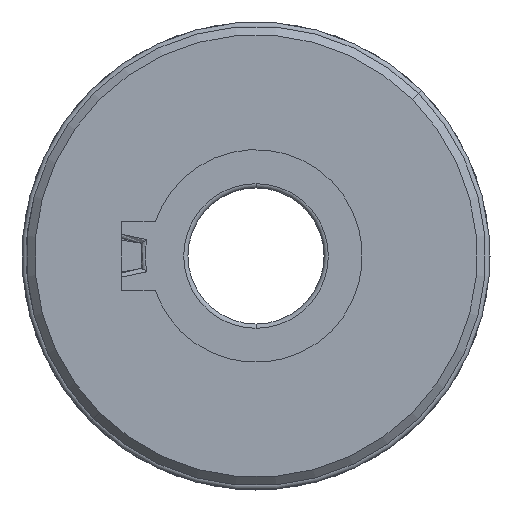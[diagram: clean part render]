
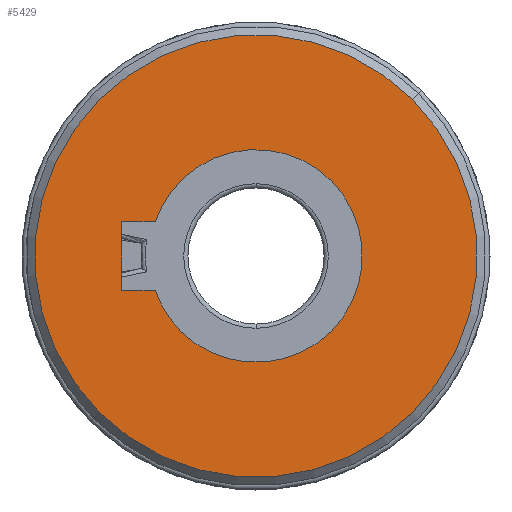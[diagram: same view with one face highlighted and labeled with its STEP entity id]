
A CAD part, left-side view. The second image highlights one B-rep face of the part: STEP entity #5429.
In plain terms, the highlighted planar face has unit normal (-1, 0, 0).
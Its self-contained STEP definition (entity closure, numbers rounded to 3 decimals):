
#372 = EDGE_CURVE ( 'NONE', #1206, #1266, #3624, .T. ) ;
#374 = EDGE_CURVE ( 'NONE', #1256, #1207, #3623, .T. ) ;
#376 = EDGE_CURVE ( 'NONE', #1241, #1242, #3621, .T. ) ;
#378 = EDGE_CURVE ( 'NONE', #1207, #1203, #3615, .T. ) ;
#379 = EDGE_CURVE ( 'NONE', #1203, #1206, #3614, .T. ) ;
#382 = EDGE_CURVE ( 'NONE', #1259, #1256, #3609, .T. ) ;
#752 = EDGE_CURVE ( 'NONE', #1266, #1259, #985, .T. ) ;
#830 = EDGE_CURVE ( 'NONE', #1242, #1241, #4321, .T. ) ;
#985 = CIRCLE ( 'NONE', #3708, 12.5 ) ;
#1203 = VERTEX_POINT ( 'NONE', #3561 ) ;
#1206 = VERTEX_POINT ( 'NONE', #5191 ) ;
#1207 = VERTEX_POINT ( 'NONE', #1845 ) ;
#1241 = VERTEX_POINT ( 'NONE', #1871 ) ;
#1242 = VERTEX_POINT ( 'NONE', #1872 ) ;
#1256 = VERTEX_POINT ( 'NONE', #1886 ) ;
#1259 = VERTEX_POINT ( 'NONE', #1889 ) ;
#1266 = VERTEX_POINT ( 'NONE', #1896 ) ;
#1452 = EDGE_LOOP ( 'NONE', ( #4726, #4722, #4721, #4719, #4786, #4750 ) ) ;
#1479 = EDGE_LOOP ( 'NONE', ( #4751, #4781 ) ) ;
#1845 = CARTESIAN_POINT ( 'NONE',  ( -39., 15.8, -4. ) ) ;
#1871 = CARTESIAN_POINT ( 'NONE',  ( -39., 18.385, -18.385 ) ) ;
#1872 = CARTESIAN_POINT ( 'NONE',  ( -39., -18.385, 18.385 ) ) ;
#1886 = CARTESIAN_POINT ( 'NONE',  ( -39., 11.843, -4. ) ) ;
#1889 = CARTESIAN_POINT ( 'NONE',  ( -39., 8.839, -8.839 ) ) ;
#1896 = CARTESIAN_POINT ( 'NONE',  ( -39., -8.839, 8.839 ) ) ;
#2084 = CARTESIAN_POINT ( 'NONE',  ( -39., 0., 0. ) ) ;
#2085 = DIRECTION ( 'NONE',  ( 1., 0., 0. ) ) ;
#2086 = DIRECTION ( 'NONE',  ( 0., 0.707, -0.707 ) ) ;
#2136 = AXIS2_PLACEMENT_3D ( 'NONE', #4572, #4578, #4579 ) ;
#2162 = CARTESIAN_POINT ( 'NONE',  ( -39., 11.843, -4. ) ) ;
#2274 = AXIS2_PLACEMENT_3D ( 'NONE', #5117, #5118, #5119 ) ;
#3265 = AXIS2_PLACEMENT_3D ( 'NONE', #4188, #4189, #4190 ) ;
#3268 = AXIS2_PLACEMENT_3D ( 'NONE', #4175, #4176, #4177 ) ;
#3269 = AXIS2_PLACEMENT_3D ( 'NONE', #4161, #4162, #4163 ) ;
#3561 = CARTESIAN_POINT ( 'NONE',  ( -39., 15.8, 4. ) ) ;
#3609 = CIRCLE ( 'NONE', #3265, 12.5 ) ;
#3611 = VECTOR ( 'NONE', #4183, 1000. ) ;
#3613 = VECTOR ( 'NONE', #4174, 1000. ) ;
#3614 = LINE ( 'NONE', #4182, #3611 ) ;
#3615 = LINE ( 'NONE', #4173, #3613 ) ;
#3620 = VECTOR ( 'NONE', #4170, 1000. ) ;
#3621 = CIRCLE ( 'NONE', #3268, 26. ) ;
#3623 = LINE ( 'NONE', #2162, #3620 ) ;
#3624 = CIRCLE ( 'NONE', #3269, 12.5 ) ;
#3708 = AXIS2_PLACEMENT_3D ( 'NONE', #2084, #2085, #2086 ) ;
#4161 = CARTESIAN_POINT ( 'NONE',  ( -39., 0., 0. ) ) ;
#4162 = DIRECTION ( 'NONE',  ( 1., 0., 0. ) ) ;
#4163 = DIRECTION ( 'NONE',  ( 0., 0.707, -0.707 ) ) ;
#4170 = DIRECTION ( 'NONE',  ( 0., 1., 0. ) ) ;
#4173 = CARTESIAN_POINT ( 'NONE',  ( -39., 15.8, 4. ) ) ;
#4174 = DIRECTION ( 'NONE',  ( 0., 0., 1. ) ) ;
#4175 = CARTESIAN_POINT ( 'NONE',  ( -39., 0., 0. ) ) ;
#4176 = DIRECTION ( 'NONE',  ( -1., 0., 0. ) ) ;
#4177 = DIRECTION ( 'NONE',  ( 0., -0.707, 0.707 ) ) ;
#4182 = CARTESIAN_POINT ( 'NONE',  ( -39., 11.843, 4. ) ) ;
#4183 = DIRECTION ( 'NONE',  ( 0., -1., 0. ) ) ;
#4188 = CARTESIAN_POINT ( 'NONE',  ( -39., 0., 0. ) ) ;
#4189 = DIRECTION ( 'NONE',  ( 1., 0., 0. ) ) ;
#4190 = DIRECTION ( 'NONE',  ( 0., 0.707, -0.707 ) ) ;
#4321 = CIRCLE ( 'NONE', #2274, 26. ) ;
#4572 = CARTESIAN_POINT ( 'NONE',  ( -39., 19.092, 19.092 ) ) ;
#4574 = PLANE ( 'NONE',  #2136 ) ;
#4578 = DIRECTION ( 'NONE',  ( -1., 0., 0. ) ) ;
#4579 = DIRECTION ( 'NONE',  ( 0., -0.707, 0.707 ) ) ;
#4719 = ORIENTED_EDGE ( 'NONE', *, *, #374, .T. ) ;
#4721 = ORIENTED_EDGE ( 'NONE', *, *, #382, .T. ) ;
#4722 = ORIENTED_EDGE ( 'NONE', *, *, #752, .T. ) ;
#4726 = ORIENTED_EDGE ( 'NONE', *, *, #372, .T. ) ;
#4750 = ORIENTED_EDGE ( 'NONE', *, *, #379, .T. ) ;
#4751 = ORIENTED_EDGE ( 'NONE', *, *, #376, .T. ) ;
#4781 = ORIENTED_EDGE ( 'NONE', *, *, #830, .T. ) ;
#4786 = ORIENTED_EDGE ( 'NONE', *, *, #378, .T. ) ;
#5117 = CARTESIAN_POINT ( 'NONE',  ( -39., 0., 0. ) ) ;
#5118 = DIRECTION ( 'NONE',  ( -1., 0., 0. ) ) ;
#5119 = DIRECTION ( 'NONE',  ( 0., -0.707, 0.707 ) ) ;
#5191 = CARTESIAN_POINT ( 'NONE',  ( -39., 11.843, 4. ) ) ;
#5429 = ADVANCED_FACE ( 'NONE', ( #5669, #5673 ), #4574, .T. ) ;
#5669 = FACE_BOUND ( 'NONE', #1452, .T. ) ;
#5673 = FACE_OUTER_BOUND ( 'NONE', #1479, .T. ) ;
